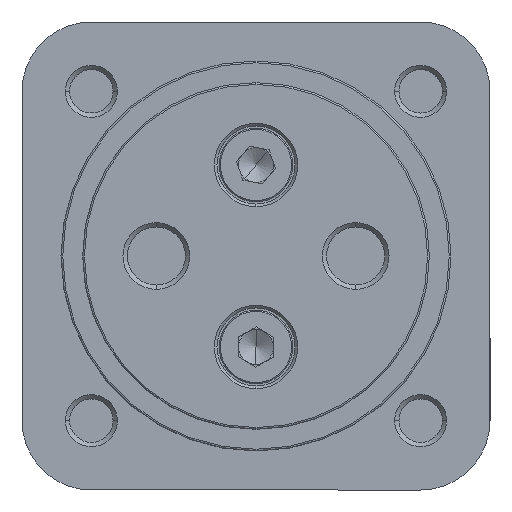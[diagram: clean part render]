
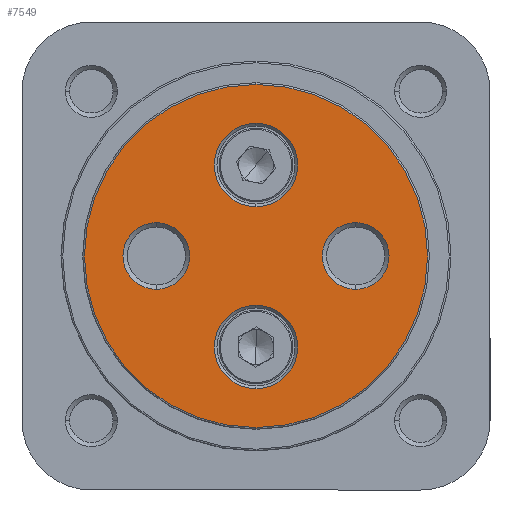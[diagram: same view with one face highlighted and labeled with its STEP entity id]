
A CAD part, left-side view. The second image highlights one B-rep face of the part: STEP entity #7549.
In plain terms, the highlighted planar face has unit normal (-1, 0, 0).
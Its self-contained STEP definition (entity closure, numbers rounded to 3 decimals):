
#59 = EDGE_LOOP ( 'NONE', ( #7235, #7187 ) ) ;
#176 = EDGE_LOOP ( 'NONE', ( #7275, #7502 ) ) ;
#179 = EDGE_LOOP ( 'NONE', ( #7540, #7568 ) ) ;
#193 = EDGE_LOOP ( 'NONE', ( #7492, #7573 ) ) ;
#196 = EDGE_LOOP ( 'NONE', ( #7299, #7261 ) ) ;
#1030 = CIRCLE ( 'NONE', #7156, 19.8 ) ;
#1132 = CIRCLE ( 'NONE', #1508, 3.85 ) ;
#1138 = CIRCLE ( 'NONE', #1507, 4.8 ) ;
#1178 = CIRCLE ( 'NONE', #1526, 4.8 ) ;
#1191 = CIRCLE ( 'NONE', #1530, 3.85 ) ;
#1245 = CIRCLE ( 'NONE', #1543, 3.85 ) ;
#1251 = CIRCLE ( 'NONE', #1549, 3.85 ) ;
#1252 = CIRCLE ( 'NONE', #1550, 4.8 ) ;
#1256 = CIRCLE ( 'NONE', #1554, 19.8 ) ;
#1257 = CIRCLE ( 'NONE', #1555, 4.8 ) ;
#1507 = AXIS2_PLACEMENT_3D ( 'NONE', #7951, #7945, #7944 ) ;
#1508 = AXIS2_PLACEMENT_3D ( 'NONE', #7956, #7955, #7954 ) ;
#1526 = AXIS2_PLACEMENT_3D ( 'NONE', #7834, #7738, #7739 ) ;
#1530 = AXIS2_PLACEMENT_3D ( 'NONE', #7889, #7885, #7869 ) ;
#1543 = AXIS2_PLACEMENT_3D ( 'NONE', #2147, #2154, #2155 ) ;
#1549 = AXIS2_PLACEMENT_3D ( 'NONE', #2165, #2172, #2173 ) ;
#1550 = AXIS2_PLACEMENT_3D ( 'NONE', #2168, #2175, #2176 ) ;
#1554 = AXIS2_PLACEMENT_3D ( 'NONE', #2180, #2187, #2188 ) ;
#1555 = AXIS2_PLACEMENT_3D ( 'NONE', #2183, #2190, #2191 ) ;
#1930 = AXIS2_PLACEMENT_3D ( 'NONE', #5059, #5062, #5063 ) ;
#2147 = CARTESIAN_POINT ( 'NONE',  ( 0., -11.5, 0. ) ) ;
#2154 = DIRECTION ( 'NONE',  ( 1., 0., 0. ) ) ;
#2155 = DIRECTION ( 'NONE',  ( 0., 0., -1. ) ) ;
#2165 = CARTESIAN_POINT ( 'NONE',  ( 0., 11.5, 0. ) ) ;
#2168 = CARTESIAN_POINT ( 'NONE',  ( 0., 0., 10.5 ) ) ;
#2172 = DIRECTION ( 'NONE',  ( 1., 0., 0. ) ) ;
#2173 = DIRECTION ( 'NONE',  ( 0., 0., -1. ) ) ;
#2175 = DIRECTION ( 'NONE',  ( 1., 0., 0. ) ) ;
#2176 = DIRECTION ( 'NONE',  ( 0., 0., -1. ) ) ;
#2180 = CARTESIAN_POINT ( 'NONE',  ( 0., 0., 0. ) ) ;
#2183 = CARTESIAN_POINT ( 'NONE',  ( 0., 0., -10.5 ) ) ;
#2187 = DIRECTION ( 'NONE',  ( -1., 0., 0. ) ) ;
#2188 = DIRECTION ( 'NONE',  ( 0., 0., -1. ) ) ;
#2190 = DIRECTION ( 'NONE',  ( 1., 0., 0. ) ) ;
#2191 = DIRECTION ( 'NONE',  ( 0., 0., -1. ) ) ;
#4205 = FACE_BOUND ( 'NONE', #176, .T. ) ;
#4207 = FACE_BOUND ( 'NONE', #193, .T. ) ;
#4210 = FACE_OUTER_BOUND ( 'NONE', #196, .T. ) ;
#4216 = FACE_BOUND ( 'NONE', #179, .T. ) ;
#4218 = FACE_BOUND ( 'NONE', #59, .T. ) ;
#5059 = CARTESIAN_POINT ( 'NONE',  ( 0., 0., 0. ) ) ;
#5060 = PLANE ( 'NONE',  #1930 ) ;
#5062 = DIRECTION ( 'NONE',  ( 1., 0., 0. ) ) ;
#5063 = DIRECTION ( 'NONE',  ( 0., 0., -1. ) ) ;
#5601 = CARTESIAN_POINT ( 'NONE',  ( 0., 0., 15.3 ) ) ;
#6012 = CARTESIAN_POINT ( 'NONE',  ( 0., 0., 0. ) ) ;
#6013 = DIRECTION ( 'NONE',  ( 0., 0., -1. ) ) ;
#6018 = DIRECTION ( 'NONE',  ( -1., 0., 0. ) ) ;
#6118 = CARTESIAN_POINT ( 'NONE',  ( 0., 11.5, -3.85 ) ) ;
#6178 = CARTESIAN_POINT ( 'NONE',  ( 0., 0., -19.8 ) ) ;
#6179 = CARTESIAN_POINT ( 'NONE',  ( 0., 11.5, 3.85 ) ) ;
#6292 = CARTESIAN_POINT ( 'NONE',  ( 0., -11.5, 3.85 ) ) ;
#6298 = CARTESIAN_POINT ( 'NONE',  ( 0., -11.5, -3.85 ) ) ;
#6302 = CARTESIAN_POINT ( 'NONE',  ( 0., 0., 19.8 ) ) ;
#6313 = CARTESIAN_POINT ( 'NONE',  ( 0., 0., -15.3 ) ) ;
#6344 = CARTESIAN_POINT ( 'NONE',  ( 0., 0., 5.7 ) ) ;
#6358 = CARTESIAN_POINT ( 'NONE',  ( 0., 0., -5.7 ) ) ;
#6529 = EDGE_CURVE ( 'NONE', #8497, #8370, #1030, .T. ) ;
#6594 = EDGE_CURVE ( 'NONE', #8371, #8310, #1132, .T. ) ;
#6598 = EDGE_CURVE ( 'NONE', #8244, #8541, #1138, .T. ) ;
#6626 = EDGE_CURVE ( 'NONE', #8555, #8510, #1178, .T. ) ;
#6634 = EDGE_CURVE ( 'NONE', #8487, #8493, #1191, .T. ) ;
#6670 = EDGE_CURVE ( 'NONE', #8493, #8487, #1245, .T. ) ;
#6676 = EDGE_CURVE ( 'NONE', #8310, #8371, #1251, .T. ) ;
#6677 = EDGE_CURVE ( 'NONE', #8541, #8244, #1252, .T. ) ;
#6681 = EDGE_CURVE ( 'NONE', #8370, #8497, #1256, .T. ) ;
#6682 = EDGE_CURVE ( 'NONE', #8510, #8555, #1257, .T. ) ;
#7156 = AXIS2_PLACEMENT_3D ( 'NONE', #6012, #6018, #6013 ) ;
#7187 = ORIENTED_EDGE ( 'NONE', *, *, #6677, .T. ) ;
#7235 = ORIENTED_EDGE ( 'NONE', *, *, #6598, .T. ) ;
#7261 = ORIENTED_EDGE ( 'NONE', *, *, #6529, .T. ) ;
#7275 = ORIENTED_EDGE ( 'NONE', *, *, #6634, .T. ) ;
#7299 = ORIENTED_EDGE ( 'NONE', *, *, #6681, .T. ) ;
#7492 = ORIENTED_EDGE ( 'NONE', *, *, #6594, .T. ) ;
#7502 = ORIENTED_EDGE ( 'NONE', *, *, #6670, .T. ) ;
#7540 = ORIENTED_EDGE ( 'NONE', *, *, #6626, .T. ) ;
#7549 = ADVANCED_FACE ( 'NONE', ( #4210, #4216, #4218, #4205, #4207 ), #5060, .F. ) ;
#7568 = ORIENTED_EDGE ( 'NONE', *, *, #6682, .T. ) ;
#7573 = ORIENTED_EDGE ( 'NONE', *, *, #6676, .T. ) ;
#7738 = DIRECTION ( 'NONE',  ( 1., 0., 0. ) ) ;
#7739 = DIRECTION ( 'NONE',  ( 0., 0., -1. ) ) ;
#7834 = CARTESIAN_POINT ( 'NONE',  ( 0., 0., -10.5 ) ) ;
#7869 = DIRECTION ( 'NONE',  ( 0., 0., -1. ) ) ;
#7885 = DIRECTION ( 'NONE',  ( 1., 0., 0. ) ) ;
#7889 = CARTESIAN_POINT ( 'NONE',  ( 0., -11.5, 0. ) ) ;
#7944 = DIRECTION ( 'NONE',  ( 0., 0., -1. ) ) ;
#7945 = DIRECTION ( 'NONE',  ( 1., 0., 0. ) ) ;
#7951 = CARTESIAN_POINT ( 'NONE',  ( 0., 0., 10.5 ) ) ;
#7954 = DIRECTION ( 'NONE',  ( 0., 0., -1. ) ) ;
#7955 = DIRECTION ( 'NONE',  ( 1., 0., 0. ) ) ;
#7956 = CARTESIAN_POINT ( 'NONE',  ( 0., 11.5, 0. ) ) ;
#8244 = VERTEX_POINT ( 'NONE', #5601 ) ;
#8310 = VERTEX_POINT ( 'NONE', #6118 ) ;
#8370 = VERTEX_POINT ( 'NONE', #6178 ) ;
#8371 = VERTEX_POINT ( 'NONE', #6179 ) ;
#8487 = VERTEX_POINT ( 'NONE', #6292 ) ;
#8493 = VERTEX_POINT ( 'NONE', #6298 ) ;
#8497 = VERTEX_POINT ( 'NONE', #6302 ) ;
#8510 = VERTEX_POINT ( 'NONE', #6313 ) ;
#8541 = VERTEX_POINT ( 'NONE', #6344 ) ;
#8555 = VERTEX_POINT ( 'NONE', #6358 ) ;
